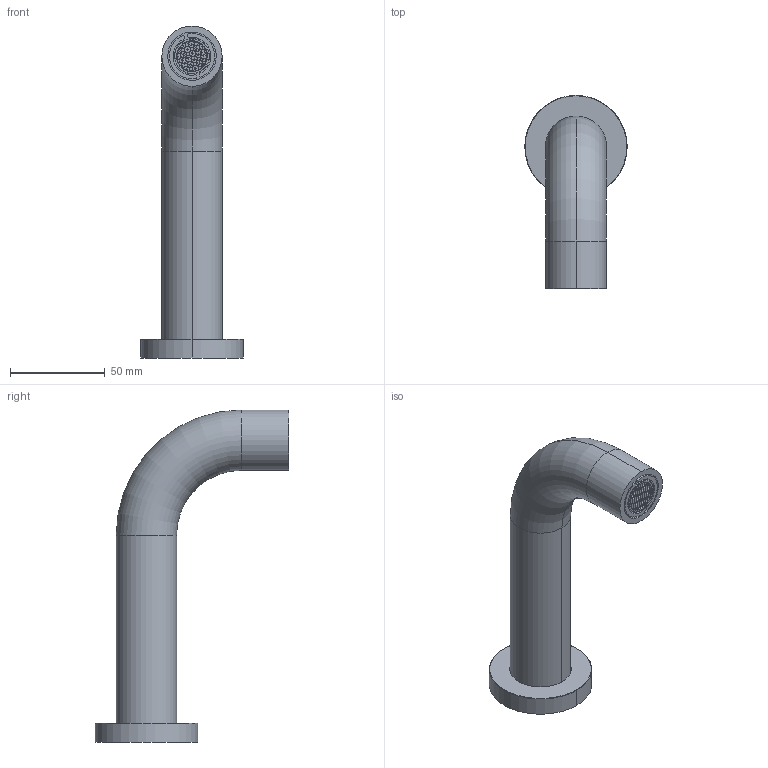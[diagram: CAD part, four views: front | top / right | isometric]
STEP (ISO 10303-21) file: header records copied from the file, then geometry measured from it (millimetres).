
FILE_DESCRIPTION (( 'STEP AP214' ), '1' );
FILE_NAME ('SUSSEX_SCALA_S32WB160_32_wall_outlet_curved_160mm_shell.STEP', '2021-06-25T01:00:49', ( '' ), ( '' ), 'SwSTEP 2.0', 'SolidWorks 2020', '' );
FILE_SCHEMA (( 'AUTOMOTIVE_DESIGN' ));
Length unit declared in the file: millimetre
Products named in the file (1): SUSSEX_SCALA_S32WB160_32_wall_outlet_curved_160mm_shell
Bounding box: 54 x 102 x 174.9 mm (x, y, z)
Volume: 63179.7 mm3; surface area: 46465.1 mm2
Topology: 5 solids, 6 shells, 279 faces, 978 edges, 526 vertices
Faces by surface type: cylinder 250, plane 19, torus 8, cone 2
Entity records: 24299 total; most frequent: CARTESIAN_POINT 16281, ORIENTED_EDGE 1956, DIRECTION 1144, EDGE_CURVE 978, VERTEX_POINT 526, B_SPLINE_CURVE_WITH_KNOTS 464, VECTOR 444, LINE 444
